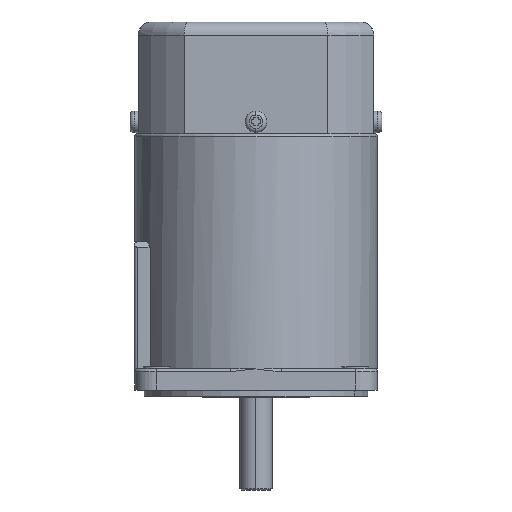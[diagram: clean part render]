
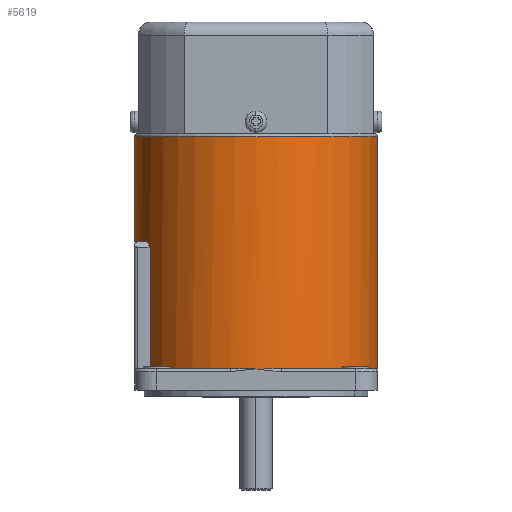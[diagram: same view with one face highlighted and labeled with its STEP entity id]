
A CAD part, left-side view. The second image highlights one B-rep face of the part: STEP entity #5619.
In plain terms, the highlighted cylindrical face has radius 45 mm (diameter 90 mm), a partial arc.
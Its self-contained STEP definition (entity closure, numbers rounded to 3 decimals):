
#8 = EDGE_CURVE ( 'NONE', #1943, #3577, #3343, .T. ) ;
#239 = VECTOR ( 'NONE', #2289, 1000. ) ;
#252 = VERTEX_POINT ( 'NONE', #3474 ) ;
#285 = EDGE_CURVE ( 'NONE', #252, #8879, #5251, .T. ) ;
#293 = LINE ( 'NONE', #3316, #2068 ) ;
#627 = CARTESIAN_POINT ( 'NONE',  ( -34.668, 15.661, 2.5 ) ) ;
#640 = AXIS2_PLACEMENT_3D ( 'NONE', #7584, #872, #3880 ) ;
#861 = CARTESIAN_POINT ( 'NONE',  ( -34.668, 15.661, -44.6 ) ) ;
#867 = DIRECTION ( 'NONE',  ( 0., -1., 0. ) ) ;
#872 = DIRECTION ( 'NONE',  ( 0., 0., 1. ) ) ;
#891 = ORIENTED_EDGE ( 'NONE', *, *, #5533, .T. ) ;
#975 = DIRECTION ( 'NONE',  ( 0., 0., 1. ) ) ;
#1445 = VERTEX_POINT ( 'NONE', #7041 ) ;
#1458 = CARTESIAN_POINT ( 'NONE',  ( -79.668, 15.661, -44.6 ) ) ;
#1502 = ORIENTED_EDGE ( 'NONE', *, *, #8580, .T. ) ;
#1552 = ORIENTED_EDGE ( 'NONE', *, *, #5406, .F. ) ;
#1576 = ORIENTED_EDGE ( 'NONE', *, *, #2201, .T. ) ;
#1713 = CIRCLE ( 'NONE', #7199, 45. ) ;
#1719 = ORIENTED_EDGE ( 'NONE', *, *, #3001, .T. ) ;
#1751 = VECTOR ( 'NONE', #2259, 1000. ) ;
#1803 = CIRCLE ( 'NONE', #7289, 45. ) ;
#1809 = DIRECTION ( 'NONE',  ( 0., 0., 1. ) ) ;
#1915 = AXIS2_PLACEMENT_3D ( 'NONE', #861, #3870, #6841 ) ;
#1943 = VERTEX_POINT ( 'NONE', #2357 ) ;
#2037 = VERTEX_POINT ( 'NONE', #6261 ) ;
#2068 = VECTOR ( 'NONE', #6267, 1000. ) ;
#2201 = EDGE_CURVE ( 'NONE', #6805, #4168, #3840, .T. ) ;
#2231 = DIRECTION ( 'NONE',  ( 0., 0., -1. ) ) ;
#2259 = DIRECTION ( 'NONE',  ( 0., 0., -1. ) ) ;
#2271 = ORIENTED_EDGE ( 'NONE', *, *, #9489, .T. ) ;
#2289 = DIRECTION ( 'NONE',  ( 0., 0., -1. ) ) ;
#2334 = CARTESIAN_POINT ( 'NONE',  ( -34.668, 15.661, -44.6 ) ) ;
#2357 = CARTESIAN_POINT ( 'NONE',  ( -54.668, 55.972, 2.5 ) ) ;
#2511 = CARTESIAN_POINT ( 'NONE',  ( -34.668, -29.339, 41.5 ) ) ;
#2789 = DIRECTION ( 'NONE',  ( 0., 0., 1. ) ) ;
#2853 = CARTESIAN_POINT ( 'NONE',  ( -56.668, 54.916, 0.5 ) ) ;
#2983 = FACE_OUTER_BOUND ( 'NONE', #6147, .T. ) ;
#3001 = EDGE_CURVE ( 'NONE', #9159, #1943, #1713, .T. ) ;
#3164 = EDGE_CURVE ( 'NONE', #4168, #9304, #3319, .T. ) ;
#3175 = VERTEX_POINT ( 'NONE', #2511 ) ;
#3303 = AXIS2_PLACEMENT_3D ( 'NONE', #2334, #5316, #8306 ) ;
#3316 = CARTESIAN_POINT ( 'NONE',  ( -56.668, 54.916, -43.9 ) ) ;
#3319 = CIRCLE ( 'NONE', #8758, 45. ) ;
#3343 =( BOUNDED_CURVE ( )  B_SPLINE_CURVE ( 3, ( #3591, #6556, #9530, #2853 ),
 .UNSPECIFIED., .F., .F. ) 
 B_SPLINE_CURVE_WITH_KNOTS ( ( 4, 4 ),
 ( 5.173, 5.223 ),
 .UNSPECIFIED. ) 
 CURVE ( )  GEOMETRIC_REPRESENTATION_ITEM ( )  RATIONAL_B_SPLINE_CURVE ( ( 1., 1., 1., 1. ) ) 
 REPRESENTATION_ITEM ( '' )  );
#3474 = CARTESIAN_POINT ( 'NONE',  ( -44.102, -28.339, -44.6 ) ) ;
#3493 = CARTESIAN_POINT ( 'NONE',  ( -78.668, 6.227, -44.6 ) ) ;
#3577 = VERTEX_POINT ( 'NONE', #4832 ) ;
#3591 = CARTESIAN_POINT ( 'NONE',  ( -54.668, 55.972, 2.5 ) ) ;
#3649 = DIRECTION ( 'NONE',  ( 0., 0., 1. ) ) ;
#3832 = AXIS2_PLACEMENT_3D ( 'NONE', #8522, #1809, #4812 ) ;
#3840 = CIRCLE ( 'NONE', #3832, 45. ) ;
#3870 = DIRECTION ( 'NONE',  ( 0., 0., 1. ) ) ;
#3880 = DIRECTION ( 'NONE',  ( 1., 0., 0. ) ) ;
#3984 = DIRECTION ( 'NONE',  ( 1., 0., 0. ) ) ;
#4124 = AXIS2_PLACEMENT_3D ( 'NONE', #8939, #2231, #5219 ) ;
#4168 = VERTEX_POINT ( 'NONE', #1458 ) ;
#4581 = CARTESIAN_POINT ( 'NONE',  ( -34.668, -29.339, -44.6 ) ) ;
#4593 = CARTESIAN_POINT ( 'NONE',  ( -34.668, 15.661, 41.5 ) ) ;
#4644 = CARTESIAN_POINT ( 'NONE',  ( -78.668, 25.095, -44.6 ) ) ;
#4667 = EDGE_CURVE ( 'NONE', #1445, #9159, #9089, .T. ) ;
#4812 = DIRECTION ( 'NONE',  ( 1., 0., 0. ) ) ;
#4832 = CARTESIAN_POINT ( 'NONE',  ( -56.668, 54.916, 0.5 ) ) ;
#5206 = ORIENTED_EDGE ( 'NONE', *, *, #285, .T. ) ;
#5219 = DIRECTION ( 'NONE',  ( 0., 1., 0. ) ) ;
#5245 = AXIS2_PLACEMENT_3D ( 'NONE', #9461, #2789, #5749 ) ;
#5251 = CIRCLE ( 'NONE', #5245, 45. ) ;
#5316 = DIRECTION ( 'NONE',  ( 0., 0., 1. ) ) ;
#5406 = EDGE_CURVE ( 'NONE', #3175, #8879, #5965, .T. ) ;
#5533 = EDGE_CURVE ( 'NONE', #3577, #2037, #293, .T. ) ;
#5619 = ADVANCED_FACE ( 'NONE', ( #2983 ), #5941, .T. ) ;
#5715 = EDGE_CURVE ( 'NONE', #2037, #6805, #6132, .T. ) ;
#5749 = DIRECTION ( 'NONE',  ( 1., 0., 0. ) ) ;
#5941 = CYLINDRICAL_SURFACE ( 'NONE', #4124, 45. ) ;
#5965 = LINE ( 'NONE', #8965, #1751 ) ;
#5988 = LINE ( 'NONE', #8988, #239 ) ;
#6081 = VERTEX_POINT ( 'NONE', #6814 ) ;
#6132 = CIRCLE ( 'NONE', #1915, 45. ) ;
#6147 = EDGE_LOOP ( 'NONE', ( #1552, #1502, #7435, #8125, #1719, #8390, #891, #6826, #1576, #7509, #2271, #5206 ) ) ;
#6261 = CARTESIAN_POINT ( 'NONE',  ( -56.668, 54.916, -44.6 ) ) ;
#6267 = DIRECTION ( 'NONE',  ( 0., 0., -1. ) ) ;
#6556 = CARTESIAN_POINT ( 'NONE',  ( -55.344, 55.637, 1.825 ) ) ;
#6604 = DIRECTION ( 'NONE',  ( 1., 0., 0. ) ) ;
#6805 = VERTEX_POINT ( 'NONE', #4644 ) ;
#6814 = CARTESIAN_POINT ( 'NONE',  ( -34.668, 60.661, 41.5 ) ) ;
#6826 = ORIENTED_EDGE ( 'NONE', *, *, #5715, .T. ) ;
#6841 = DIRECTION ( 'NONE',  ( 1., 0., 0. ) ) ;
#7041 = CARTESIAN_POINT ( 'NONE',  ( -34.668, 60.661, 2.5 ) ) ;
#7199 = AXIS2_PLACEMENT_3D ( 'NONE', #627, #3649, #6604 ) ;
#7289 = AXIS2_PLACEMENT_3D ( 'NONE', #4593, #7576, #867 ) ;
#7374 = EDGE_CURVE ( 'NONE', #6081, #1445, #5988, .T. ) ;
#7435 = ORIENTED_EDGE ( 'NONE', *, *, #7374, .T. ) ;
#7494 = CIRCLE ( 'NONE', #3303, 45. ) ;
#7509 = ORIENTED_EDGE ( 'NONE', *, *, #3164, .T. ) ;
#7576 = DIRECTION ( 'NONE',  ( 0., 0., -1. ) ) ;
#7584 = CARTESIAN_POINT ( 'NONE',  ( -34.668, 15.661, 2.5 ) ) ;
#7688 = CARTESIAN_POINT ( 'NONE',  ( -34.668, 15.661, -44.6 ) ) ;
#7953 = CARTESIAN_POINT ( 'NONE',  ( -44.102, 59.661, 2.5 ) ) ;
#8125 = ORIENTED_EDGE ( 'NONE', *, *, #4667, .T. ) ;
#8306 = DIRECTION ( 'NONE',  ( 1., 0., 0. ) ) ;
#8390 = ORIENTED_EDGE ( 'NONE', *, *, #8, .T. ) ;
#8522 = CARTESIAN_POINT ( 'NONE',  ( -34.668, 15.661, -44.6 ) ) ;
#8580 = EDGE_CURVE ( 'NONE', #3175, #6081, #1803, .T. ) ;
#8758 = AXIS2_PLACEMENT_3D ( 'NONE', #7688, #975, #3984 ) ;
#8879 = VERTEX_POINT ( 'NONE', #4581 ) ;
#8939 = CARTESIAN_POINT ( 'NONE',  ( -34.668, 15.661, -43.9 ) ) ;
#8965 = CARTESIAN_POINT ( 'NONE',  ( -34.668, -29.339, -43.9 ) ) ;
#8988 = CARTESIAN_POINT ( 'NONE',  ( -34.668, 60.661, -43.9 ) ) ;
#9089 = CIRCLE ( 'NONE', #640, 45. ) ;
#9159 = VERTEX_POINT ( 'NONE', #7953 ) ;
#9304 = VERTEX_POINT ( 'NONE', #3493 ) ;
#9461 = CARTESIAN_POINT ( 'NONE',  ( -34.668, 15.661, -44.6 ) ) ;
#9489 = EDGE_CURVE ( 'NONE', #9304, #252, #7494, .T. ) ;
#9530 = CARTESIAN_POINT ( 'NONE',  ( -56.011, 55.285, 1.158 ) ) ;
